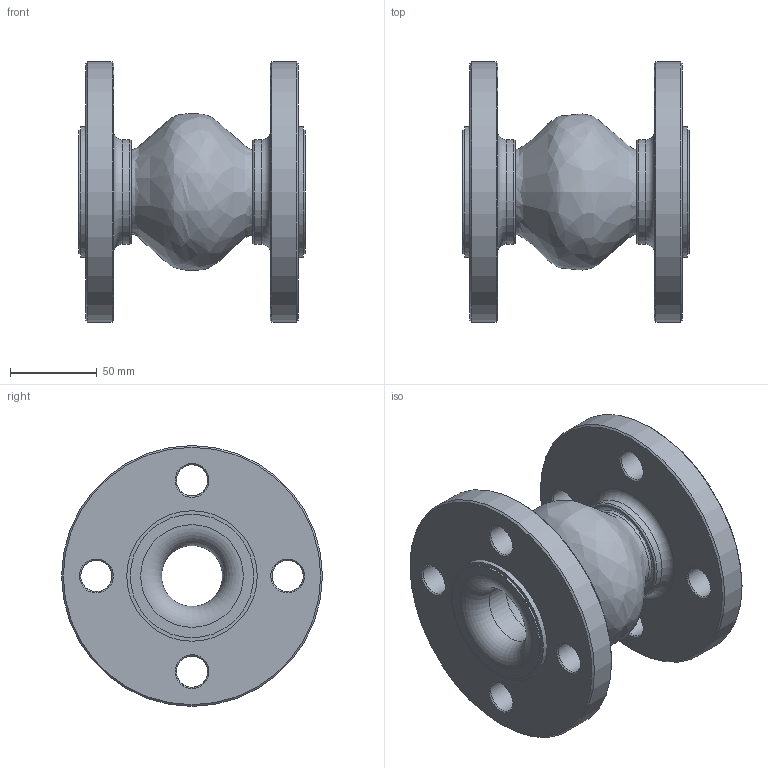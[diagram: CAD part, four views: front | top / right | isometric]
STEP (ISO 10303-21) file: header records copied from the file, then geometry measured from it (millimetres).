
FILE_DESCRIPTION(('HOOPS Exchange Step'),'2;1');
FILE_NAME('KP04_DN40_PN40.stp','2025-11-14T16:52:09+01:00',('nieru'),('Unknown organisation'),'HOOPS Exchange 2024.2','HOOPS Exchange','Unknown authorisation');
FILE_SCHEMA( ('AP203_CONFIGURATION_CONTROLLED_3D_DESIGN_OF_MECHANICAL_PARTS_AND_ASSEMBLIES_MIM_LF') );
Length unit declared in the file: millimetre
Products named in the file (2): 0; root
Assembly tree (1 placements, depth 2):
  root
    0
Bounding box: 130 x 150 x 150 mm (x, y, z)
Volume: 624156 mm3; surface area: 162237.4 mm2
Topology: 3 solids, 3 shells, 76 faces, 156 edges, 98 vertices
Faces by surface type: bspline 28, plane 18, cylinder 18, torus 8, cone 4
Full cylindrical faces by diameter (mm): 35 x2, 49 x4, 59 x2, 60 x2, 71 x2, 75 x4, 150 x2
Entity records: 5312 total; most frequent: CARTESIAN_POINT 3777, ORIENTED_EDGE 312, DIRECTION 260, EDGE_CURVE 156, AXIS2_PLACEMENT_3D 119, EDGE_LOOP 110, FACE_BOUND 110, VERTEX_POINT 98
